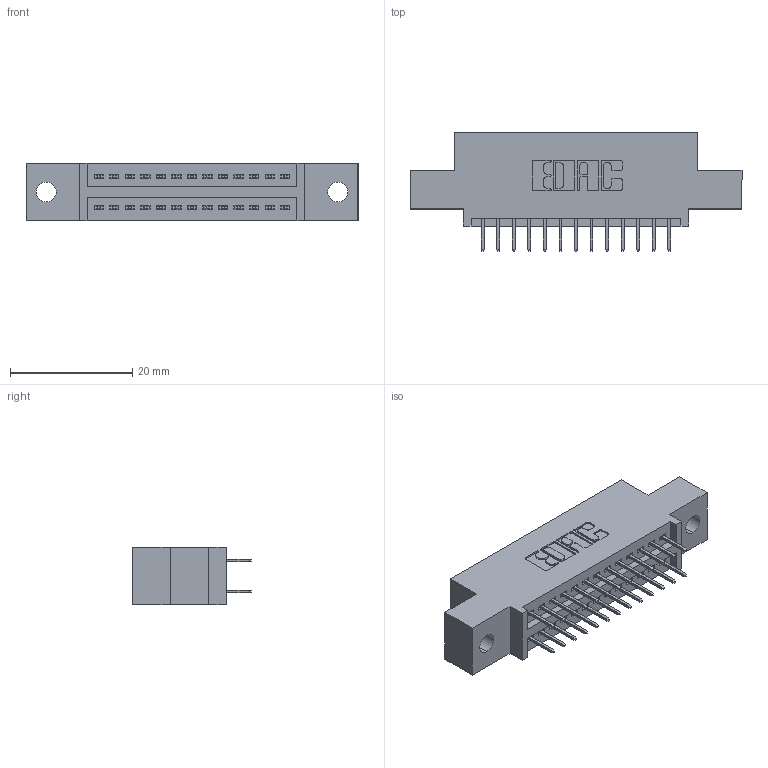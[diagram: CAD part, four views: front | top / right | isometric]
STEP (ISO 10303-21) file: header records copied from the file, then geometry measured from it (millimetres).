
FILE_DESCRIPTION (( 'STEP AP203' ), '1' );
FILE_NAME ('345-026-524-502.STEP', '2019-10-27T18:58:29', ( '' ), ( '' ), 'SwSTEP 2.0', 'SolidWorks 2016', '' );
FILE_SCHEMA (( 'CONFIG_CONTROL_DESIGN' ));
Length unit declared in the file: inch
Products named in the file (3): 345-026-524-502; 345 Part_0.110 Offset - 0.128 Dia; 345-292-001_345-293-124
Assembly tree (27 placements, depth 2):
  345-026-524-502
    345 Part_0.110 Offset - 0.128 Dia
    345-292-001_345-293-124  x26
Bounding box: 54.23 x 19.35 x 9.4 mm (x, y, z)
Volume: 4849.3 mm3; surface area: 6322.6 mm2
Topology: 27 solids, 27 shells, 1534 faces, 4331 edges, 2782 vertices
Faces by surface type: plane 1098, cylinder 436
Entity records: 14313 total; most frequent: CARTESIAN_POINT 2428, ORIENTED_EDGE 2362, DIRECTION 2177, EDGE_CURVE 1181, LINE 1001, VECTOR 1001, VERTEX_POINT 782, AXIS2_PLACEMENT_3D 588
